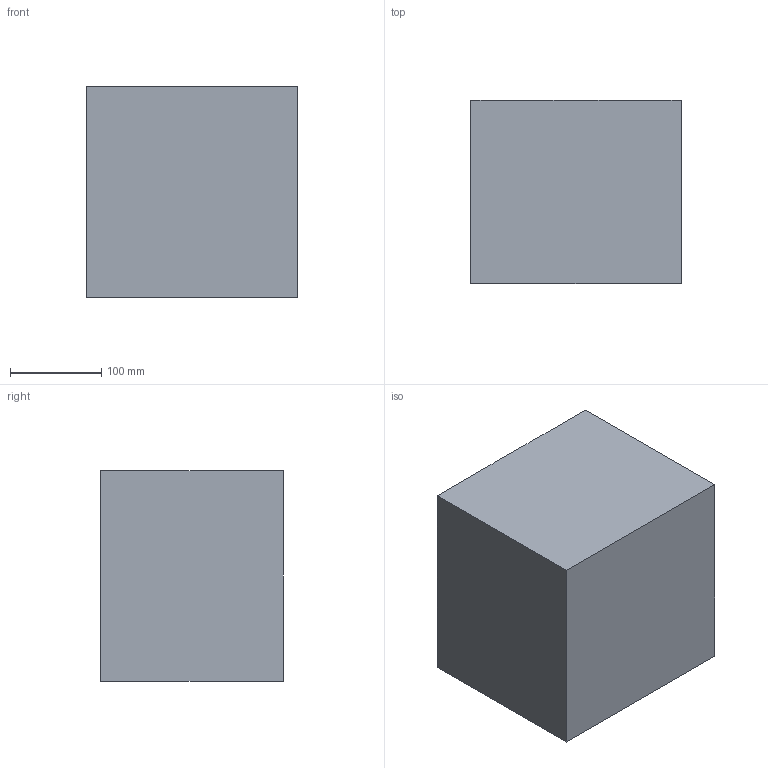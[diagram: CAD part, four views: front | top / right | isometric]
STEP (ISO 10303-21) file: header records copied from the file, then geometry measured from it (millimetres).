
FILE_DESCRIPTION(('HOOPS Exchange Step'),'2;1');
FILE_NAME('df3020b16dd4403269000c47af79321720200601-4052-11bctvs.SLDPRT.step','2020-06-01T16:04:35+00:00',('converter2'),('Unknown organisation'),'HOOPS Exchange 2019.2','HOOPS Exchange','Unknown authorisation');
FILE_SCHEMA( ('AUTOMOTIVE_DESIGN { 1 0 10303 214 1 1 1 1 }') );
Length unit declared in the file: millimetre
Products named in the file (2): Default; df3020b16dd4403269000c47af79321720200601-4052-11bctvs
Assembly tree (1 placements, depth 2):
  df3020b16dd4403269000c47af79321720200601-4052-11bctvs
    Default
Bounding box: 230 x 200.02 x 230 mm (x, y, z)
Volume: 10580236.2 mm3; surface area: 289817.3 mm2
Topology: 1 solids, 1 shells, 38 faces, 108 edges, 72 vertices
Faces by surface type: plane 38
Entity records: 1272 total; most frequent: CARTESIAN_POINT 221, ORIENTED_EDGE 216, DIRECTION 190, VECTOR 108, LINE 108, EDGE_CURVE 108, VERTEX_POINT 72, AXIS2_PLACEMENT_3D 41
